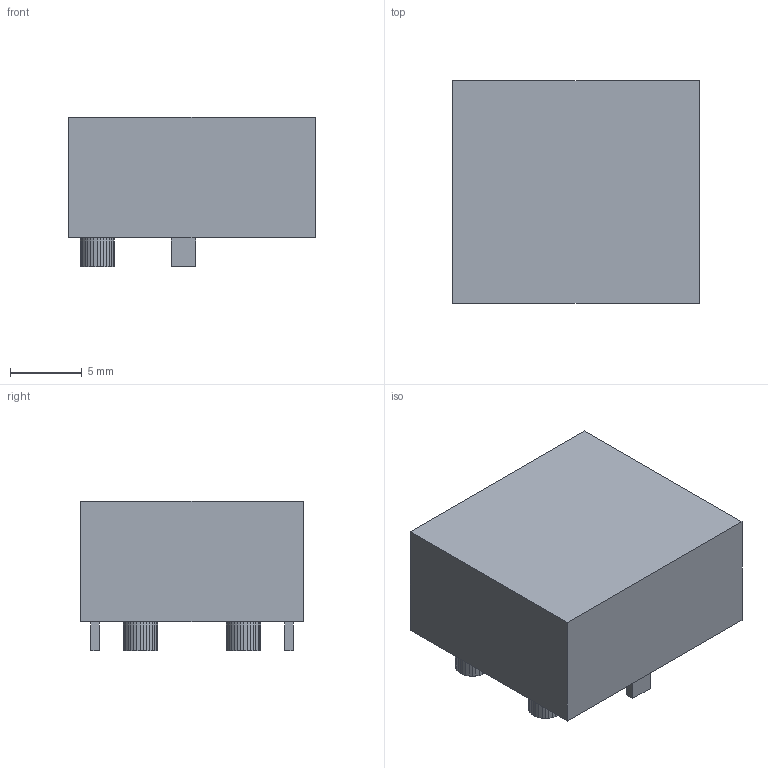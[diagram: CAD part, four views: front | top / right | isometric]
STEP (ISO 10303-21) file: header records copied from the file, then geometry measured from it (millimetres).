
FILE_DESCRIPTION(('FreeCAD Model'),'2;1');
FILE_NAME('XT60PW_M.step', '2019-02-14T18:18:05',('Author'),(''), 'Open CASCADE STEP processor 7.3','FreeCAD','Unknown');
FILE_SCHEMA(('AUTOMOTIVE_DESIGN { 1 0 10303 214 1 1 1 1 }'));
Length unit declared in the file: millimetre
Products named in the file (1): Group
Bounding box: 17.2 x 15.5 x 10.4 mm (x, y, z)
Volume: 1659.5 mm3; surface area: 1534.4 mm2
Topology: 1 solids, 1 shells, 155 faces, 438 edges, 292 vertices
Faces by surface type: plane 155
Entity records: 11424 total; most frequent: CARTESIAN_POINT 2042, DIRECTION 1346, LINE 1034, VECTOR 1034, ORIENTED_EDGE 876, PCURVE 876, DEFINITIONAL_REPRESENTATION 876, EDGE_CURVE 438
